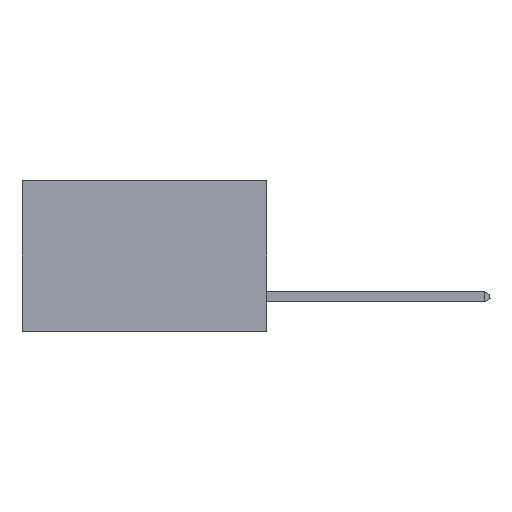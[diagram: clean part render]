
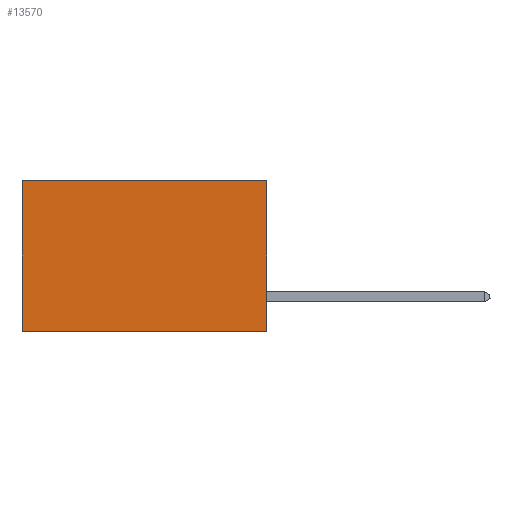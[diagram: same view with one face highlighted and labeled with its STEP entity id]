
A CAD part, left-side view. The second image highlights one B-rep face of the part: STEP entity #13570.
In plain terms, the highlighted planar face has unit normal (-1, 0, 0).
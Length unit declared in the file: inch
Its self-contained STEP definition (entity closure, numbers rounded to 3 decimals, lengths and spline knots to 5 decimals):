
#523 = VECTOR ( 'NONE', #13549, 39.37008 ) ;
#959 = EDGE_CURVE ( 'NONE', #23609, #5013, #13911, .T. ) ;
#1428 = AXIS2_PLACEMENT_3D ( 'NONE', #16764, #3383, #12949 ) ;
#1990 = LINE ( 'NONE', #2606, #18621 ) ;
#2227 = CARTESIAN_POINT ( 'NONE',  ( 0.2875, 0.6, 0. ) ) ;
#2333 = EDGE_CURVE ( 'NONE', #5013, #6763, #4314, .T. ) ;
#2606 = CARTESIAN_POINT ( 'NONE',  ( 0.2875, 0.6, 0. ) ) ;
#3383 = DIRECTION ( 'NONE',  ( 1., 0., 0. ) ) ;
#3429 = ORIENTED_EDGE ( 'NONE', *, *, #2333, .F. ) ;
#3545 = PLANE ( 'NONE',  #1428 ) ;
#3900 = ORIENTED_EDGE ( 'NONE', *, *, #23755, .T. ) ;
#3912 = CARTESIAN_POINT ( 'NONE',  ( 0.2875, 0., 0. ) ) ;
#4152 = CARTESIAN_POINT ( 'NONE',  ( 0.2875, 0.6, -0.37 ) ) ;
#4314 = LINE ( 'NONE', #22805, #18612 ) ;
#4340 = CARTESIAN_POINT ( 'NONE',  ( 0.2875, 0., 0. ) ) ;
#4527 = LINE ( 'NONE', #11703, #8965 ) ;
#5013 = VERTEX_POINT ( 'NONE', #10529 ) ;
#5212 = ORIENTED_EDGE ( 'NONE', *, *, #10108, .T. ) ;
#5835 = ORIENTED_EDGE ( 'NONE', *, *, #959, .F. ) ;
#6763 = VERTEX_POINT ( 'NONE', #4152 ) ;
#7447 = DIRECTION ( 'NONE',  ( 0., 1., 0. ) ) ;
#7910 = FACE_OUTER_BOUND ( 'NONE', #19399, .T. ) ;
#8965 = VECTOR ( 'NONE', #19329, 39.37008 ) ;
#10108 = EDGE_CURVE ( 'NONE', #23609, #13838, #4527, .T. ) ;
#10529 = CARTESIAN_POINT ( 'NONE',  ( 0.2875, 0., -0.37 ) ) ;
#11703 = CARTESIAN_POINT ( 'NONE',  ( 0.2875, 0., 0. ) ) ;
#12949 = DIRECTION ( 'NONE',  ( 0., 0., -1. ) ) ;
#13549 = DIRECTION ( 'NONE',  ( 0., 0., -1. ) ) ;
#13570 = ADVANCED_FACE ( 'NONE', ( #7910 ), #3545, .F. ) ;
#13838 = VERTEX_POINT ( 'NONE', #2227 ) ;
#13911 = LINE ( 'NONE', #3912, #523 ) ;
#16124 = DIRECTION ( 'NONE',  ( 0., 0., -1. ) ) ;
#16764 = CARTESIAN_POINT ( 'NONE',  ( 0.2875, 0., 0. ) ) ;
#18612 = VECTOR ( 'NONE', #7447, 39.37008 ) ;
#18621 = VECTOR ( 'NONE', #16124, 39.37008 ) ;
#19329 = DIRECTION ( 'NONE',  ( 0., 1., 0. ) ) ;
#19399 = EDGE_LOOP ( 'NONE', ( #3900, #3429, #5835, #5212 ) ) ;
#22805 = CARTESIAN_POINT ( 'NONE',  ( 0.2875, 0., -0.37 ) ) ;
#23609 = VERTEX_POINT ( 'NONE', #4340 ) ;
#23755 = EDGE_CURVE ( 'NONE', #13838, #6763, #1990, .T. ) ;
